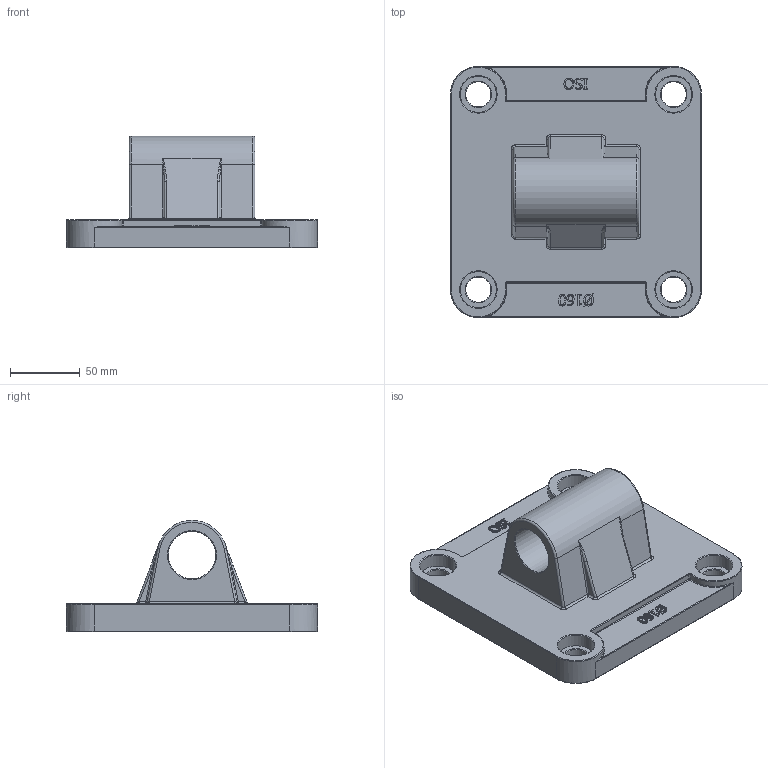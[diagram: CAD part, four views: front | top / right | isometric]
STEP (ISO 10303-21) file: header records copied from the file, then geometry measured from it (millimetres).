
FILE_DESCRIPTION((''),'2;1');
FILE_NAME('CMI160.stp','2014-12-18T16:23:14',('carlo.corazza'),(''),'Autodesk Inventor 2012','Autodesk Inventor 2012','');
FILE_SCHEMA(('AUTOMOTIVE_DESIGN { 1 0 10303 214 1 1 1 1 }'));
Length unit declared in the file: millimetre
Products named in the file (1): CMI160
Bounding box: 180 x 180 x 80 mm (x, y, z)
Volume: 730949.8 mm3; surface area: 106028.5 mm2
Topology: 1 solids, 1 shells, 523 faces, 1238 edges, 731 vertices
Faces by surface type: torus 132, bspline 108, plane 107, cylinder 105, cone 71
Full cylindrical faces by diameter (mm): 18 x4, 26 x4, 34 x1, 65 x1
Entity records: 16210 total; most frequent: CARTESIAN_POINT 4530, DIRECTION 2452, ORIENTED_EDGE 2402, EDGE_CURVE 1201, AXIS2_PLACEMENT_3D 999, VERTEX_POINT 731, EDGE_LOOP 584, CIRCLE 539
